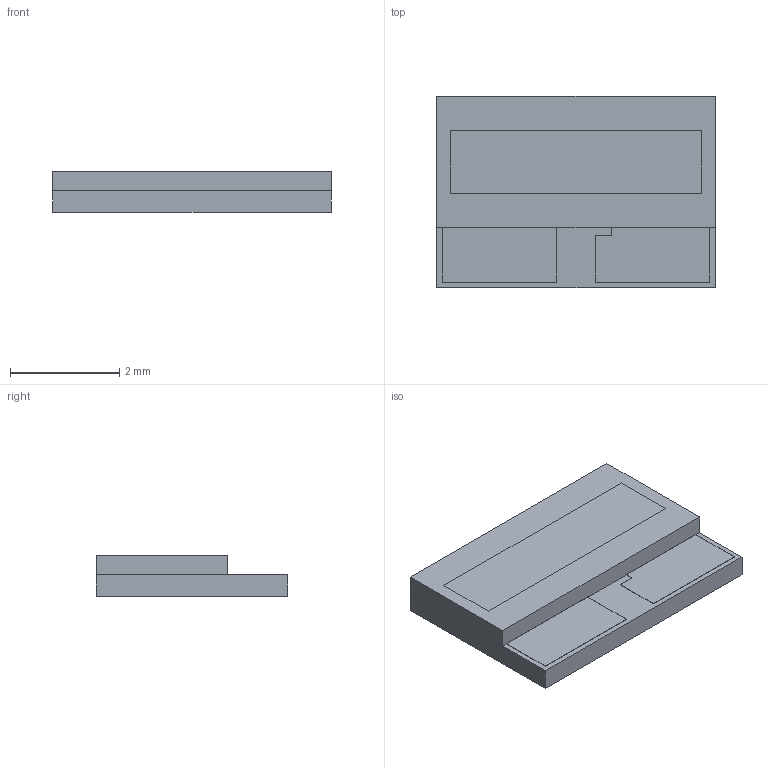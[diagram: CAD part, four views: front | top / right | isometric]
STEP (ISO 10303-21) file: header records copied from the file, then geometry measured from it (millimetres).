
FILE_DESCRIPTION (( 'STEP AP214' ), '1' );
FILE_NAME ('NC4W321B.STEP', '2018-02-08T07:11:16', ( '' ), ( '' ), 'SwSTEP 2.0', 'SolidWorks 2015', '' );
FILE_SCHEMA (( 'AUTOMOTIVE_DESIGN' ));
Length unit declared in the file: millimetre
Products named in the file (5): Part4; Part3; Part2; Part1; NC4W321B
Assembly tree (4 placements, depth 2):
  NC4W321B
    Part1
    Part2
    Part3
    Part4
Bounding box: 5.1 x 3.5 x 0.75 mm (x, y, z)
Volume: 11.5 mm3; surface area: 92.4 mm2
Topology: 5 solids, 5 shells, 37 faces, 78 edges, 52 vertices
Faces by surface type: plane 37
Entity records: 1179 total; most frequent: CARTESIAN_POINT 174, DIRECTION 166, ORIENTED_EDGE 156, EDGE_CURVE 78, VECTOR 78, LINE 78, VERTEX_POINT 52, AXIS2_PLACEMENT_3D 44
